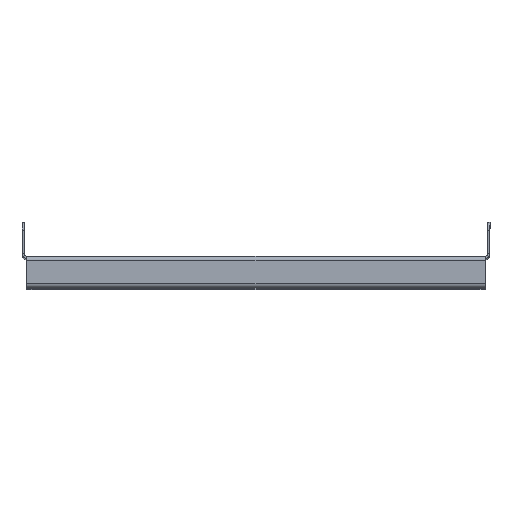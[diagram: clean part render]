
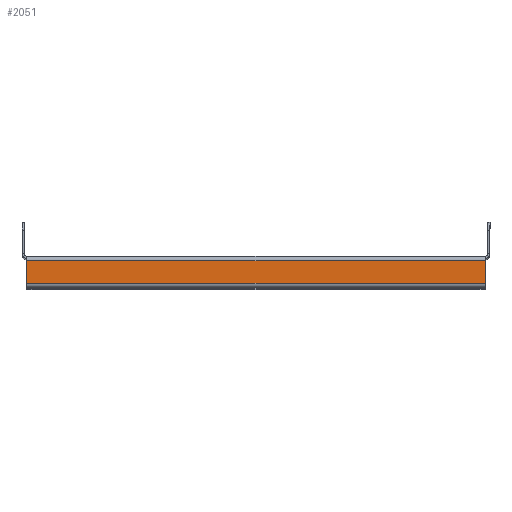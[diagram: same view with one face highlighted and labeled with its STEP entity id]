
A CAD part, top view. The second image highlights one B-rep face of the part: STEP entity #2051.
In plain terms, the highlighted planar face has unit normal (0, 0, 1).
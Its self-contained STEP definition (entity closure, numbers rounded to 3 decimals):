
#202 = DIRECTION ( 'NONE',  ( -1., 0., 0. ) ) ;
#951 = CARTESIAN_POINT ( 'NONE',  ( 0., -3., 248.5 ) ) ;
#1155 = LINE ( 'NONE', #8826, #8526 ) ;
#1980 = VECTOR ( 'NONE', #202, 1000. ) ;
#2005 = EDGE_CURVE ( 'NONE', #5693, #3586, #4883, .T. ) ;
#2051 = ADVANCED_FACE ( 'NONE', ( #5688 ), #8144, .T. ) ;
#2722 = CARTESIAN_POINT ( 'NONE',  ( 0., 0., 248.5 ) ) ;
#2768 = ORIENTED_EDGE ( 'NONE', *, *, #4606, .T. ) ;
#2774 = EDGE_CURVE ( 'NONE', #3586, #9859, #3310, .T. ) ;
#2799 = VECTOR ( 'NONE', #8045, 1000. ) ;
#3046 = ORIENTED_EDGE ( 'NONE', *, *, #8859, .F. ) ;
#3310 = LINE ( 'NONE', #951, #1980 ) ;
#3586 = VERTEX_POINT ( 'NONE', #8171 ) ;
#3596 = AXIS2_PLACEMENT_3D ( 'NONE', #2722, #7391, #4318 ) ;
#3632 = CARTESIAN_POINT ( 'NONE',  ( -143., -3., 248.5 ) ) ;
#4318 = DIRECTION ( 'NONE',  ( 0., -1., 0. ) ) ;
#4381 = CARTESIAN_POINT ( 'NONE',  ( 143., -17., 248.5 ) ) ;
#4606 = EDGE_CURVE ( 'NONE', #9010, #5693, #1155, .T. ) ;
#4883 = LINE ( 'NONE', #5734, #2799 ) ;
#5044 = ORIENTED_EDGE ( 'NONE', *, *, #2774, .T. ) ;
#5688 = FACE_OUTER_BOUND ( 'NONE', #6045, .T. ) ;
#5693 = VERTEX_POINT ( 'NONE', #4381 ) ;
#5734 = CARTESIAN_POINT ( 'NONE',  ( 143., -24.243, 248.5 ) ) ;
#5826 = VECTOR ( 'NONE', #8737, 1000. ) ;
#6045 = EDGE_LOOP ( 'NONE', ( #3046, #2768, #8909, #5044 ) ) ;
#6409 = DIRECTION ( 'NONE',  ( 1., 0., 0. ) ) ;
#7391 = DIRECTION ( 'NONE',  ( 0., 0., 1. ) ) ;
#7936 = CARTESIAN_POINT ( 'NONE',  ( -143., -24.243, 248.5 ) ) ;
#8045 = DIRECTION ( 'NONE',  ( 0., 1., 0. ) ) ;
#8144 = PLANE ( 'NONE',  #3596 ) ;
#8171 = CARTESIAN_POINT ( 'NONE',  ( 143., -3., 248.5 ) ) ;
#8526 = VECTOR ( 'NONE', #6409, 1000. ) ;
#8737 = DIRECTION ( 'NONE',  ( 0., 1., 0. ) ) ;
#8826 = CARTESIAN_POINT ( 'NONE',  ( -146., -17., 248.5 ) ) ;
#8859 = EDGE_CURVE ( 'NONE', #9010, #9859, #8881, .T. ) ;
#8881 = LINE ( 'NONE', #7936, #5826 ) ;
#8909 = ORIENTED_EDGE ( 'NONE', *, *, #2005, .T. ) ;
#8973 = CARTESIAN_POINT ( 'NONE',  ( -143., -17., 248.5 ) ) ;
#9010 = VERTEX_POINT ( 'NONE', #8973 ) ;
#9859 = VERTEX_POINT ( 'NONE', #3632 ) ;
